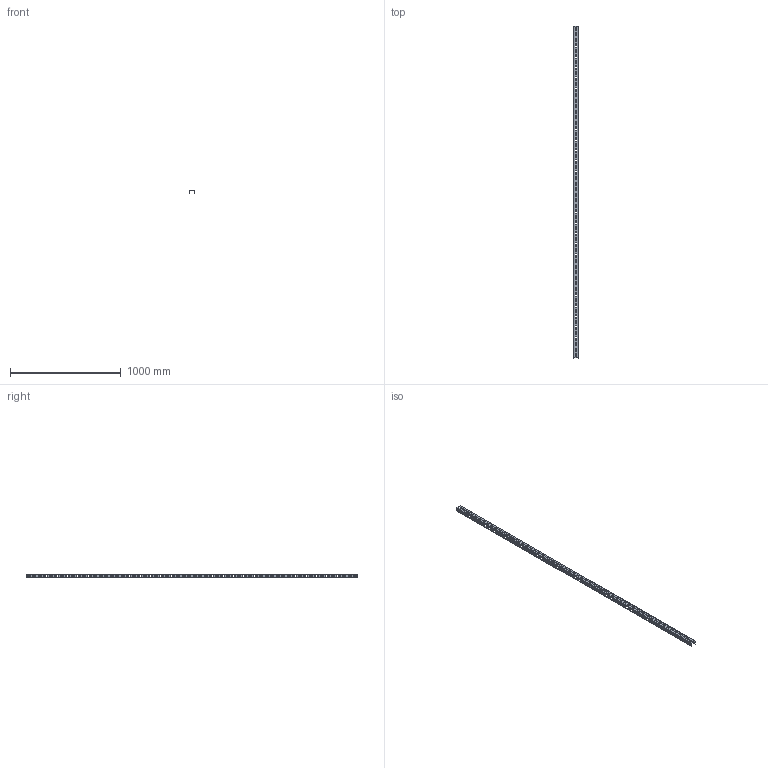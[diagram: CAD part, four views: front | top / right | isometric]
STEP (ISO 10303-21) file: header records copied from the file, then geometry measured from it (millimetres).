
FILE_DESCRIPTION((''),'2;1');
FILE_NAME('665303_PRT','2018-12-05T12:16:26',('tomasz.grudniewski'),(''),'CREO PARAMETRIC BY PTC INC, 2018260','CREO PARAMETRIC BY PTC INC, 2018260','');
FILE_SCHEMA(('CONFIG_CONTROL_DESIGN'));
Length unit declared in the file: millimetre
Products named in the file (1): 665303_PRT
Bounding box: 50 x 3000 x 35 mm (x, y, z)
Volume: 540148.7 mm3; surface area: 583562.4 mm2
Topology: 1 solids, 1 shells, 742 faces, 2204 edges, 1464 vertices
Faces by surface type: plane 738, cylinder 4
Entity records: 25066 total; most frequent: CARTESIAN_POINT 4410, ORIENTED_EDGE 4408, DIRECTION 3696, EDGE_CURVE 2204, VECTOR 2196, LINE 2196, VERTEX_POINT 1464, EDGE_LOOP 1102
